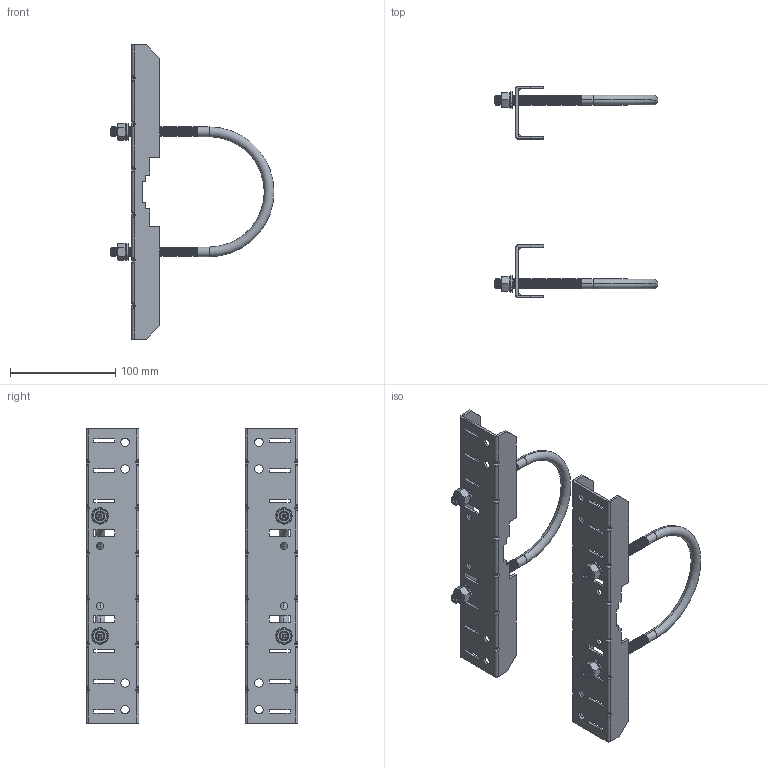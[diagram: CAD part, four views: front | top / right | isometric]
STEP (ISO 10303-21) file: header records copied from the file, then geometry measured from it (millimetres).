
FILE_DESCRIPTION (( 'STEP AP214' ), '1' );
FILE_NAME ('HGX-PMT13.STEP', '2012-11-08T21:17:04', ( 'x' ), ( '' ), 'SwSTEP 2.0', 'SolidWorks 2012', '' );
FILE_SCHEMA (( 'AUTOMOTIVE_DESIGN' ));
Length unit declared in the file: inch
Products named in the file (3): XHW-UBLT05; 1BE04-006; HGX-PMT13
Assembly tree (4 placements, depth 2):
  HGX-PMT13
    1BE04-006  x2
    XHW-UBLT05  x2
Bounding box: 155.57 x 200.73 x 279.4 mm (x, y, z)
Volume: 161177.1 mm3; surface area: 133101.6 mm2
Topology: 4 solids, 4 shells, 1872 faces, 4248 edges, 2420 vertices
Faces by surface type: cone 1184, plane 390, cylinder 164, bspline 90, torus 44
Entity records: 40112 total; most frequent: CARTESIAN_POINT 8482, DIRECTION 4440, ORIENTED_EDGE 4240, EDGE_CURVE 2120, AXIS2_PLACEMENT_3D 1620, VERTEX_POINT 1210, LINE 1200, VECTOR 1200
